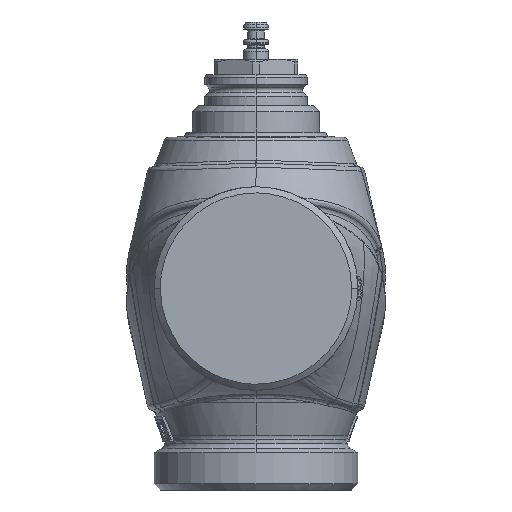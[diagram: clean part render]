
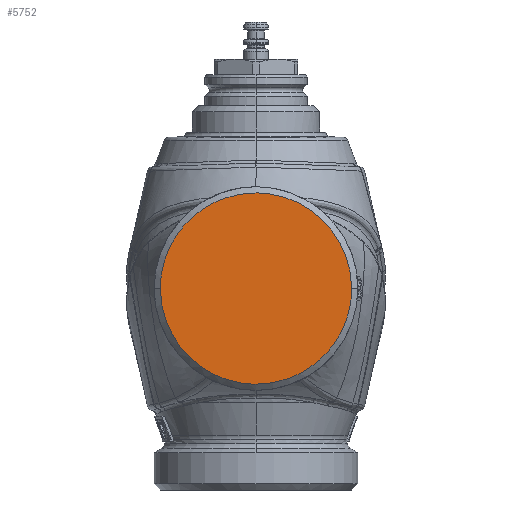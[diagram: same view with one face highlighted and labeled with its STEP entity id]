
A CAD part, left-side view. The second image highlights one B-rep face of the part: STEP entity #5752.
In plain terms, the highlighted planar face has unit normal (-1, 0, 0).
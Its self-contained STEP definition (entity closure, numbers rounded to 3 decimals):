
#5665=CARTESIAN_POINT('Axis2P3D Location',(-65.,0.,0.)) ;
#5671=CARTESIAN_POINT('Control Point',(-65.,0.,30.855)) ;
#5672=CARTESIAN_POINT('Control Point',(-65.,2.28,30.855)) ;
#5673=CARTESIAN_POINT('Control Point',(-65.,4.56,30.644)) ;
#5674=CARTESIAN_POINT('Control Point',(-65.,6.814,30.223)) ;
#5675=CARTESIAN_POINT('Control Point',(-65.,11.908,28.773)) ;
#5676=CARTESIAN_POINT('Control Point',(-65.,16.595,26.272)) ;
#5677=CARTESIAN_POINT('Control Point',(-65.,19.069,24.535)) ;
#5678=CARTESIAN_POINT('Control Point',(-65.,23.547,20.496)) ;
#5679=CARTESIAN_POINT('Control Point',(-65.,26.93,15.504)) ;
#5680=CARTESIAN_POINT('Control Point',(-65.,28.309,12.814)) ;
#5681=CARTESIAN_POINT('Control Point',(-65.,29.844,8.634)) ;
#5682=CARTESIAN_POINT('Control Point',(-65.,30.608,4.273)) ;
#5683=CARTESIAN_POINT('Control Point',(-65.,30.773,2.853)) ;
#5684=CARTESIAN_POINT('Control Point',(-65.,30.855,1.427)) ;
#5685=CARTESIAN_POINT('Control Point',(-65.,30.855,0.)) ;
#5686=CARTESIAN_POINT('Vertex',(-65.,0.,30.855)) ;
#5688=CARTESIAN_POINT('Vertex',(-65.,30.855,0.)) ;
#5692=CARTESIAN_POINT('Control Point',(-65.,30.855,0.)) ;
#5693=CARTESIAN_POINT('Control Point',(-65.,30.855,-2.993)) ;
#5694=CARTESIAN_POINT('Control Point',(-65.,30.492,-5.987)) ;
#5695=CARTESIAN_POINT('Control Point',(-65.,29.766,-8.921)) ;
#5696=CARTESIAN_POINT('Control Point',(-65.,27.617,-14.556)) ;
#5697=CARTESIAN_POINT('Control Point',(-65.,24.183,-19.514)) ;
#5698=CARTESIAN_POINT('Control Point',(-65.,22.172,-21.771)) ;
#5699=CARTESIAN_POINT('Control Point',(-65.,17.644,-25.754)) ;
#5700=CARTESIAN_POINT('Control Point',(-65.,12.295,-28.538)) ;
#5701=CARTESIAN_POINT('Control Point',(-65.,9.463,-29.598)) ;
#5702=CARTESIAN_POINT('Control Point',(-65.,5.833,-30.472)) ;
#5703=CARTESIAN_POINT('Control Point',(-65.,2.139,-30.793)) ;
#5704=CARTESIAN_POINT('Control Point',(-65.,1.427,-30.834)) ;
#5705=CARTESIAN_POINT('Control Point',(-65.,0.713,-30.855)) ;
#5706=CARTESIAN_POINT('Control Point',(-65.,0.,-30.855)) ;
#5707=CARTESIAN_POINT('Vertex',(-65.,0.,-30.855)) ;
#5711=CARTESIAN_POINT('Control Point',(-65.,0.,-30.855)) ;
#5712=CARTESIAN_POINT('Control Point',(-65.,-2.28,-30.855)) ;
#5713=CARTESIAN_POINT('Control Point',(-65.,-4.56,-30.644)) ;
#5714=CARTESIAN_POINT('Control Point',(-65.,-6.814,-30.223)) ;
#5715=CARTESIAN_POINT('Control Point',(-65.,-11.908,-28.773)) ;
#5716=CARTESIAN_POINT('Control Point',(-65.,-16.595,-26.272)) ;
#5717=CARTESIAN_POINT('Control Point',(-65.,-19.069,-24.535)) ;
#5718=CARTESIAN_POINT('Control Point',(-65.,-23.547,-20.496)) ;
#5719=CARTESIAN_POINT('Control Point',(-65.,-26.93,-15.504)) ;
#5720=CARTESIAN_POINT('Control Point',(-65.,-28.309,-12.814)) ;
#5721=CARTESIAN_POINT('Control Point',(-65.,-29.844,-8.634)) ;
#5722=CARTESIAN_POINT('Control Point',(-65.,-30.608,-4.273)) ;
#5723=CARTESIAN_POINT('Control Point',(-65.,-30.773,-2.853)) ;
#5724=CARTESIAN_POINT('Control Point',(-65.,-30.855,-1.427)) ;
#5725=CARTESIAN_POINT('Control Point',(-65.,-30.855,0.)) ;
#5726=CARTESIAN_POINT('Vertex',(-65.,-30.855,0.)) ;
#5730=CARTESIAN_POINT('Control Point',(-65.,-30.855,0.)) ;
#5731=CARTESIAN_POINT('Control Point',(-65.,-30.855,2.993)) ;
#5732=CARTESIAN_POINT('Control Point',(-65.,-30.492,5.987)) ;
#5733=CARTESIAN_POINT('Control Point',(-65.,-29.766,8.921)) ;
#5734=CARTESIAN_POINT('Control Point',(-65.,-27.617,14.556)) ;
#5735=CARTESIAN_POINT('Control Point',(-65.,-24.183,19.514)) ;
#5736=CARTESIAN_POINT('Control Point',(-65.,-22.172,21.771)) ;
#5737=CARTESIAN_POINT('Control Point',(-65.,-17.644,25.754)) ;
#5738=CARTESIAN_POINT('Control Point',(-65.,-12.295,28.538)) ;
#5739=CARTESIAN_POINT('Control Point',(-65.,-9.463,29.598)) ;
#5740=CARTESIAN_POINT('Control Point',(-65.,-5.833,30.472)) ;
#5741=CARTESIAN_POINT('Control Point',(-65.,-2.139,30.793)) ;
#5742=CARTESIAN_POINT('Control Point',(-65.,-1.427,30.834)) ;
#5743=CARTESIAN_POINT('Control Point',(-65.,-0.713,30.855)) ;
#5744=CARTESIAN_POINT('Control Point',(-65.,0.,30.855)) ;
#5666=DIRECTION('Axis2P3D Direction',(1.,0.,0.)) ;
#5667=DIRECTION('Axis2P3D XDirection',(0.,1.,0.)) ;
#5668=AXIS2_PLACEMENT_3D('Plane Axis2P3D',#5665,#5666,#5667) ;
#5669=PLANE('',#5668) ;
#5690=EDGE_CURVE('',#5687,#5689,#5670,.T.) ;
#5709=EDGE_CURVE('',#5689,#5708,#5691,.T.) ;
#5728=EDGE_CURVE('',#5708,#5727,#5710,.T.) ;
#5745=EDGE_CURVE('',#5727,#5687,#5729,.T.) ;
#5747=ORIENTED_EDGE('',*,*,#5690,.T.) ;
#5748=ORIENTED_EDGE('',*,*,#5709,.T.) ;
#5749=ORIENTED_EDGE('',*,*,#5728,.T.) ;
#5750=ORIENTED_EDGE('',*,*,#5745,.T.) ;
#5746=EDGE_LOOP('',(#5747,#5748,#5749,#5750)) ;
#5687=VERTEX_POINT('',#5686) ;
#5689=VERTEX_POINT('',#5688) ;
#5708=VERTEX_POINT('',#5707) ;
#5727=VERTEX_POINT('',#5726) ;
#5752=ADVANCED_FACE('PartBody',(#5751),#5669,.F.) ;
#5670=B_SPLINE_CURVE_WITH_KNOTS('',5,(#5671,#5672,#5673,#5674,#5675,#5676,#5677,#5678,#5679,#5680,#5681,#5682,#5683,#5684,#5685),.UNSPECIFIED.,.F.,.U.,(6,3,3,3,6),(68.542,84.665,105.831,126.997,137.084),.UNSPECIFIED.) ;
#5691=B_SPLINE_CURVE_WITH_KNOTS('',5,(#5692,#5693,#5694,#5695,#5696,#5697,#5698,#5699,#5700,#5701,#5702,#5703,#5704,#5705,#5706),.UNSPECIFIED.,.F.,.U.,(6,3,3,3,6),(0.,21.166,42.332,63.498,68.542),.UNSPECIFIED.) ;
#5710=B_SPLINE_CURVE_WITH_KNOTS('',5,(#5711,#5712,#5713,#5714,#5715,#5716,#5717,#5718,#5719,#5720,#5721,#5722,#5723,#5724,#5725),.UNSPECIFIED.,.F.,.U.,(6,3,3,3,6),(68.542,84.665,105.831,126.997,137.084),.UNSPECIFIED.) ;
#5729=B_SPLINE_CURVE_WITH_KNOTS('',5,(#5730,#5731,#5732,#5733,#5734,#5735,#5736,#5737,#5738,#5739,#5740,#5741,#5742,#5743,#5744),.UNSPECIFIED.,.F.,.U.,(6,3,3,3,6),(0.,21.166,42.332,63.498,68.542),.UNSPECIFIED.) ;
#5751=FACE_OUTER_BOUND('',#5746,.T.) ;
